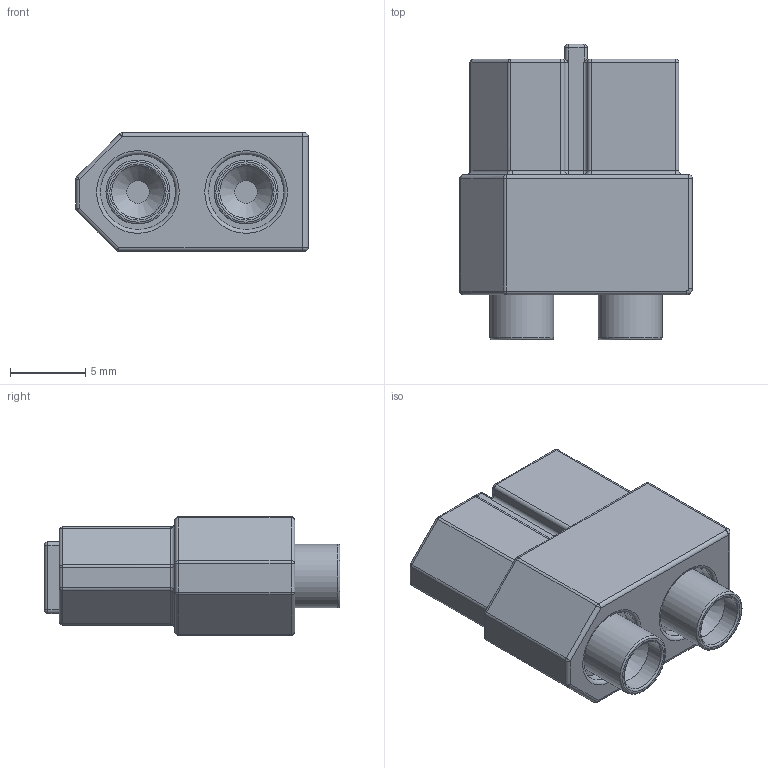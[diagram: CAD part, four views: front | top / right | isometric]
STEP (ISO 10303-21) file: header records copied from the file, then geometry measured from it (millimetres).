
FILE_DESCRIPTION(/* description */ ('Unknown'),/* implementation_level */ '2;1');
FILE_NAME(/* name */ 'XT60-F',/* time_stamp */ '2023-06-20T08:19:52+02:00',/* author */ ('Unknown'),/* organization */ ('Unknown'),/* preprocessor_version */ 'ST-DEVELOPER v18.102',/* originating_system */ 'Solid Edge',/* authorisation */ 'Unknown');
FILE_SCHEMA (('AUTOMOTIVE_DESIGN {1 0 10303 214 3 1 1}'));
Length unit declared in the file: millimetre
Products named in the file (1): XT60-F
Bounding box: 15.49 x 19.69 x 7.9 mm (x, y, z)
Volume: 1457.7 mm3; surface area: 1195.5 mm2
Topology: 1 solids, 1 shells, 148 faces, 325 edges, 169 vertices
Faces by surface type: cylinder 65, plane 33, sphere 23, torus 21, bspline 4, cone 2
Full cylindrical faces by diameter (mm): 3.5 x4, 4 x2, 4.26 x2, 5 x2
Entity records: 4774 total; most frequent: CARTESIAN_POINT 714, DIRECTION 691, ORIENTED_EDGE 542, AXIS2_PLACEMENT_3D 289, EDGE_CURVE 271, EDGE_LOOP 183, FACE_BOUND 183, VERTEX_POINT 160
